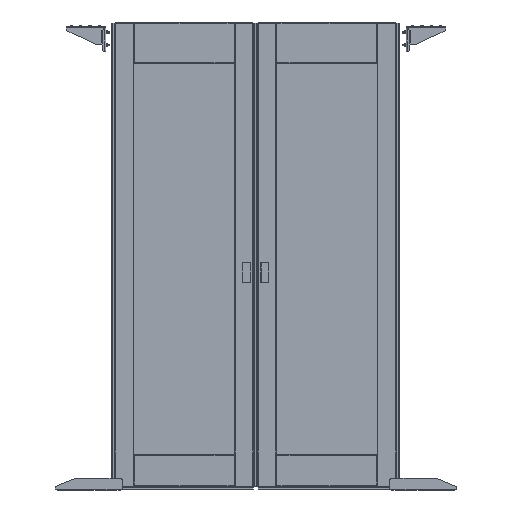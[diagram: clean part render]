
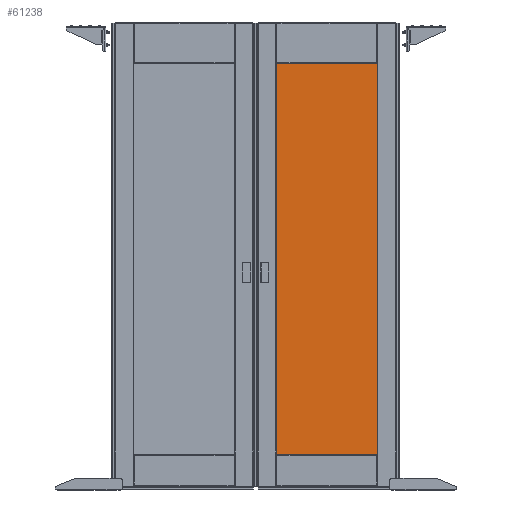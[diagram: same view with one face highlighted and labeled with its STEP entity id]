
A CAD part, top view. The second image highlights one B-rep face of the part: STEP entity #61238.
In plain terms, the highlighted planar face has unit normal (0, 0, 1).
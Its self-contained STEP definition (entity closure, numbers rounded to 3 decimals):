
#1858 = DIRECTION ( 'NONE',  ( 0., 0., 1. ) ) ;
#4981 = CARTESIAN_POINT ( 'NONE',  ( 254.5, -947.5, 4. ) ) ;
#5083 = ORIENTED_EDGE ( 'NONE', *, *, #9326, .T. ) ;
#9326 = EDGE_CURVE ( 'NONE', #17668, #45827, #43128, .T. ) ;
#9694 = VERTEX_POINT ( 'NONE', #25205 ) ;
#13621 = EDGE_CURVE ( 'NONE', #9694, #40710, #16750, .T. ) ;
#13754 = CARTESIAN_POINT ( 'NONE',  ( -254.5, -947.5, 4. ) ) ;
#14820 = CARTESIAN_POINT ( 'NONE',  ( 254.5, 947.5, 4. ) ) ;
#15327 = DIRECTION ( 'NONE',  ( 1., 0., 0. ) ) ;
#16583 = FACE_OUTER_BOUND ( 'NONE', #42818, .T. ) ;
#16636 = VECTOR ( 'NONE', #33751, 1000. ) ;
#16750 = LINE ( 'NONE', #55727, #26735 ) ;
#17668 = VERTEX_POINT ( 'NONE', #37357 ) ;
#18199 = DIRECTION ( 'NONE',  ( 0., -1., 0. ) ) ;
#19121 = EDGE_CURVE ( 'NONE', #40710, #17668, #62773, .T. ) ;
#21075 = CARTESIAN_POINT ( 'NONE',  ( 0., 0., 4. ) ) ;
#25205 = CARTESIAN_POINT ( 'NONE',  ( 254.5, -947.5, 4. ) ) ;
#26165 = PLANE ( 'NONE',  #56780 ) ;
#26735 = VECTOR ( 'NONE', #31404, 1000. ) ;
#31404 = DIRECTION ( 'NONE',  ( 0., 1., 0. ) ) ;
#33751 = DIRECTION ( 'NONE',  ( 1., 0., 0. ) ) ;
#37357 = CARTESIAN_POINT ( 'NONE',  ( -254.5, 947.5, 4. ) ) ;
#40710 = VERTEX_POINT ( 'NONE', #44290 ) ;
#42818 = EDGE_LOOP ( 'NONE', ( #5083, #57820, #43761, #61585 ) ) ;
#43128 = LINE ( 'NONE', #13754, #52027 ) ;
#43656 = LINE ( 'NONE', #4981, #16636 ) ;
#43761 = ORIENTED_EDGE ( 'NONE', *, *, #13621, .T. ) ;
#44290 = CARTESIAN_POINT ( 'NONE',  ( 254.5, 947.5, 4. ) ) ;
#45827 = VERTEX_POINT ( 'NONE', #58839 ) ;
#52027 = VECTOR ( 'NONE', #18199, 1000. ) ;
#52427 = VECTOR ( 'NONE', #58886, 1000. ) ;
#55727 = CARTESIAN_POINT ( 'NONE',  ( 254.5, -947.5, 4. ) ) ;
#56060 = EDGE_CURVE ( 'NONE', #45827, #9694, #43656, .T. ) ;
#56780 = AXIS2_PLACEMENT_3D ( 'NONE', #21075, #1858, #15327 ) ;
#57820 = ORIENTED_EDGE ( 'NONE', *, *, #56060, .T. ) ;
#58839 = CARTESIAN_POINT ( 'NONE',  ( -254.5, -947.5, 4. ) ) ;
#58886 = DIRECTION ( 'NONE',  ( -1., 0., 0. ) ) ;
#61238 = ADVANCED_FACE ( 'NONE', ( #16583 ), #26165, .T. ) ;
#61585 = ORIENTED_EDGE ( 'NONE', *, *, #19121, .T. ) ;
#62773 = LINE ( 'NONE', #14820, #52427 ) ;
